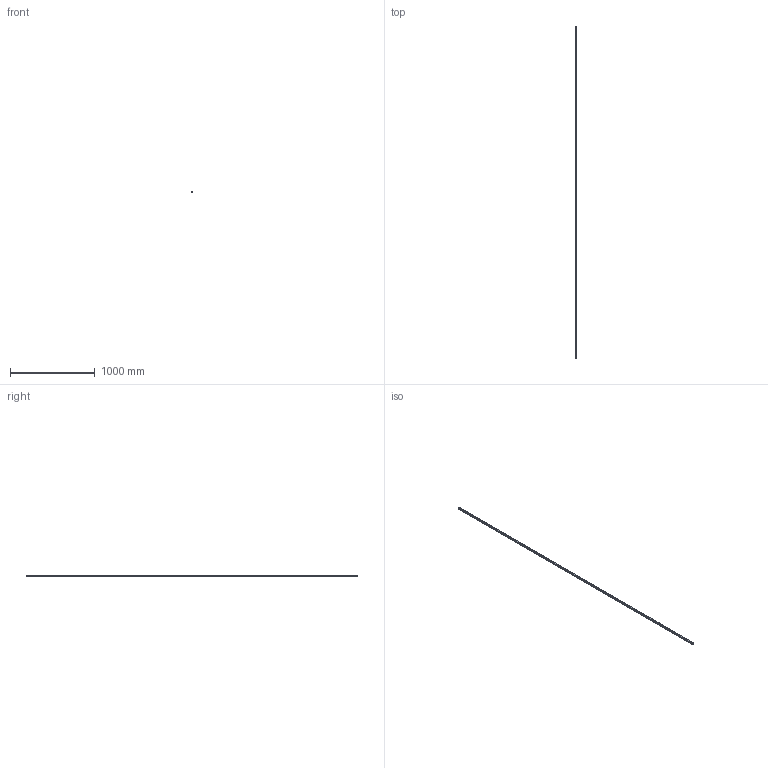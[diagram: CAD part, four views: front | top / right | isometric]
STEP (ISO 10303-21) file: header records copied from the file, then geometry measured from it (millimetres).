
FILE_DESCRIPTION(('STEP AP214'),'1');
FILE_NAME('cctmp_E2DEBB00-CE6D-45EB-834D-A6682E2079C2_2020_5_19_13_22_48_969..stp','2020-05-19T11:22:49',('HIWIN GmbH'),('CADClick - www.CADClick.com'),'Spatial InterOp 3D',' ','unknown authorization');
FILE_SCHEMA(('AUTOMOTIVE_DESIGN'));
Length unit declared in the file: millimetre
Products named in the file (1): HGR20R3910H_FILE
Bounding box: 20 x 3910 x 17.5 mm (x, y, z)
Volume: 1117960.3 mm3; surface area: 331292.7 mm2
Topology: 1 solids, 1 shells, 692 faces, 1473 edges, 982 vertices
Faces by surface type: cylinder 412, plane 280
Entity records: 24601 total; most frequent: DIRECTION 3683, CARTESIAN_POINT 3148, ORIENTED_EDGE 2946, AXIS2_PLACEMENT_3D 1517, EDGE_CURVE 1473, VERTEX_POINT 982, EDGE_LOOP 891, CIRCLE 824
